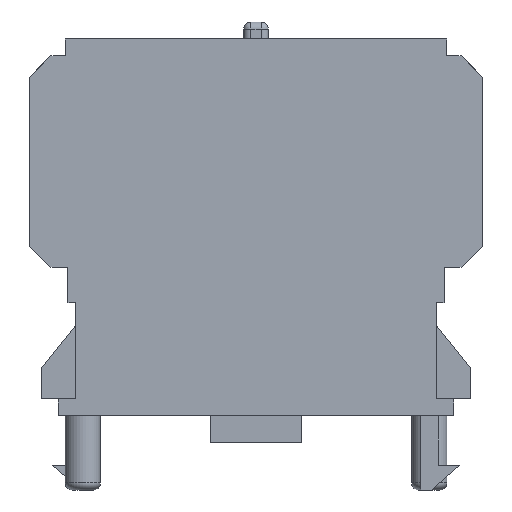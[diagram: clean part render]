
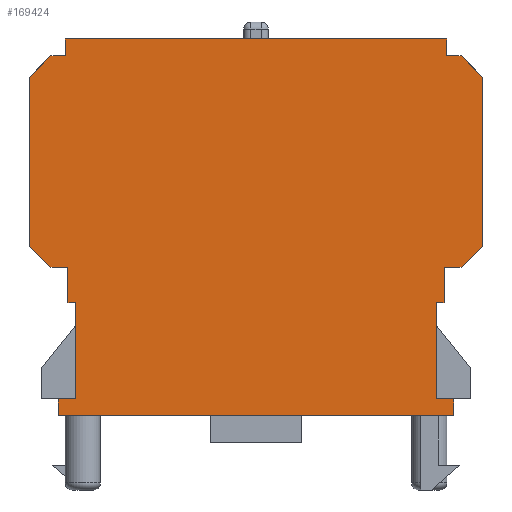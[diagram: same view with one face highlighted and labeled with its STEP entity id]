
A CAD part, left-side view. The second image highlights one B-rep face of the part: STEP entity #169424.
In plain terms, the highlighted planar face has unit normal (-1, 0, 0).
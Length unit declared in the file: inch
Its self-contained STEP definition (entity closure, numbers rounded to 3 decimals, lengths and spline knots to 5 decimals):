
#36095=CARTESIAN_POINT('',(-0.72343,-0.50197,-0.15945));
#36096=VERTEX_POINT('',#36095);
#36103=CARTESIAN_POINT('',(-0.72343,-0.55118,-0.15945));
#36104=VERTEX_POINT('',#36103);
#36105=CARTESIAN_POINT('',(-0.72343,-0.50197,-0.15945));
#36106=DIRECTION('',(0.0,-1.0,0.0));
#36107=VECTOR('',#36106,0.04921);
#36108=LINE('',#36105,#36107);
#36109=EDGE_CURVE('',#36096,#36104,#36108,.T.);
#36639=CARTESIAN_POINT('',(-0.72343,0.55118,-0.15945));
#36640=VERTEX_POINT('',#36639);
#36647=CARTESIAN_POINT('',(-0.72343,0.50197,-0.15945));
#36648=VERTEX_POINT('',#36647);
#36649=CARTESIAN_POINT('',(-0.72343,0.50197,-0.15945));
#36650=DIRECTION('',(0.0,1.0,0.0));
#36651=VECTOR('',#36650,0.04921);
#36652=LINE('',#36649,#36651);
#36653=EDGE_CURVE('',#36648,#36640,#36652,.T.);
#92344=CARTESIAN_POINT('',(-0.72343,-0.5315,0.84252));
#92345=VERTEX_POINT('',#92344);
#92346=CARTESIAN_POINT('',(-0.72343,0.5315,0.84252));
#92347=VERTEX_POINT('',#92346);
#92348=CARTESIAN_POINT('',(-0.72343,-0.5315,0.84252));
#92349=DIRECTION('',(0.0,1.0,0.0));
#92350=VECTOR('',#92349,1.06299);
#92351=LINE('',#92348,#92350);
#92352=EDGE_CURVE('',#92345,#92347,#92351,.T.);
#104922=CARTESIAN_POINT('',(-0.72343,0.5315,0.79528));
#104923=VERTEX_POINT('',#104922);
#104930=CARTESIAN_POINT('',(-0.72343,0.5315,0.84252));
#104931=DIRECTION('',(0.0,0.0,-1.0));
#104932=VECTOR('',#104931,0.04724);
#104933=LINE('',#104930,#104932);
#104934=EDGE_CURVE('',#92347,#104923,#104933,.T.);
#104945=CARTESIAN_POINT('',(-0.72343,-0.5315,0.79528));
#104946=VERTEX_POINT('',#104945);
#104947=CARTESIAN_POINT('',(-0.72343,-0.5315,0.84252));
#104948=DIRECTION('',(0.0,0.0,-1.0));
#104949=VECTOR('',#104948,0.04724);
#104950=LINE('',#104947,#104949);
#104951=EDGE_CURVE('',#92345,#104946,#104950,.T.);
#105097=CARTESIAN_POINT('',(-0.72343,-0.57087,0.79528));
#105098=VERTEX_POINT('',#105097);
#105099=CARTESIAN_POINT('',(-0.72343,-0.57087,0.79528));
#105100=DIRECTION('',(0.0,1.0,0.0));
#105101=VECTOR('',#105100,0.03937);
#105102=LINE('',#105099,#105101);
#105103=EDGE_CURVE('',#105098,#104946,#105102,.T.);
#105153=CARTESIAN_POINT('',(-0.72343,0.57087,0.79528));
#105154=VERTEX_POINT('',#105153);
#105161=CARTESIAN_POINT('',(-0.72343,0.5315,0.79528));
#105162=DIRECTION('',(0.0,1.0,0.0));
#105163=VECTOR('',#105162,0.03937);
#105164=LINE('',#105161,#105163);
#105165=EDGE_CURVE('',#104923,#105154,#105164,.T.);
#146564=CARTESIAN_POINT('',(-0.72343,0.52362,0.20669));
#146565=VERTEX_POINT('',#146564);
#146572=CARTESIAN_POINT('',(-0.72343,0.57087,0.20669));
#146573=VERTEX_POINT('',#146572);
#146574=CARTESIAN_POINT('',(-0.72343,0.57087,0.20669));
#146575=DIRECTION('',(0.0,-1.0,0.0));
#146576=VECTOR('',#146575,0.04724);
#146577=LINE('',#146574,#146576);
#146578=EDGE_CURVE('',#146573,#146565,#146577,.T.);
#146755=CARTESIAN_POINT('',(-0.72343,0.62992,0.73622));
#146756=VERTEX_POINT('',#146755);
#146757=CARTESIAN_POINT('',(-0.72343,0.62992,0.73622));
#146758=DIRECTION('',(0.0,-0.707,0.707));
#146759=VECTOR('',#146758,0.08352);
#146760=LINE('',#146757,#146759);
#146761=EDGE_CURVE('',#146756,#105154,#146760,.T.);
#146835=CARTESIAN_POINT('',(-0.72343,0.62992,0.26575));
#146836=VERTEX_POINT('',#146835);
#146843=CARTESIAN_POINT('',(-0.72343,0.62992,0.26575));
#146844=DIRECTION('',(0.0,0.0,1.0));
#146845=VECTOR('',#146844,0.47047);
#146846=LINE('',#146843,#146845);
#146847=EDGE_CURVE('',#146836,#146756,#146846,.T.);
#146857=CARTESIAN_POINT('',(-0.72343,0.57087,0.20669));
#146858=DIRECTION('',(0.0,0.707,0.707));
#146859=VECTOR('',#146858,0.08352);
#146860=LINE('',#146857,#146859);
#146861=EDGE_CURVE('',#146573,#146836,#146860,.T.);
#148298=CARTESIAN_POINT('',(-0.72343,-0.62992,0.73622));
#148299=VERTEX_POINT('',#148298);
#148300=CARTESIAN_POINT('',(-0.72343,-0.57087,0.79528));
#148301=DIRECTION('',(0.0,-0.707,-0.707));
#148302=VECTOR('',#148301,0.08352);
#148303=LINE('',#148300,#148302);
#148304=EDGE_CURVE('',#105098,#148299,#148303,.T.);
#148387=CARTESIAN_POINT('',(-0.72343,-0.62992,0.26575));
#148388=VERTEX_POINT('',#148387);
#148389=CARTESIAN_POINT('',(-0.72343,-0.62992,0.26575));
#148390=DIRECTION('',(0.0,0.0,1.0));
#148391=VECTOR('',#148390,0.47047);
#148392=LINE('',#148389,#148391);
#148393=EDGE_CURVE('',#148388,#148299,#148392,.T.);
#148419=CARTESIAN_POINT('',(-0.72343,-0.57087,0.20669));
#148420=VERTEX_POINT('',#148419);
#148421=CARTESIAN_POINT('',(-0.72343,-0.62992,0.26575));
#148422=DIRECTION('',(0.,0.707,-0.707));
#148423=VECTOR('',#148422,0.08352);
#148424=LINE('',#148421,#148423);
#148425=EDGE_CURVE('',#148388,#148420,#148424,.T.);
#148441=CARTESIAN_POINT('',(-0.72343,-0.52362,0.20669));
#148442=VERTEX_POINT('',#148441);
#148451=CARTESIAN_POINT('',(-0.72343,-0.52362,0.20669));
#148452=DIRECTION('',(0.0,-1.0,0.0));
#148453=VECTOR('',#148452,0.04724);
#148454=LINE('',#148451,#148453);
#148455=EDGE_CURVE('',#148442,#148420,#148454,.T.);
#161662=CARTESIAN_POINT('',(-0.72343,0.50197,0.10827));
#161663=VERTEX_POINT('',#161662);
#161670=CARTESIAN_POINT('',(-0.72343,0.52362,0.10827));
#161671=VERTEX_POINT('',#161670);
#161672=CARTESIAN_POINT('',(-0.72343,0.50197,0.10827));
#161673=DIRECTION('',(0.0,1.0,0.0));
#161674=VECTOR('',#161673,0.02165);
#161675=LINE('',#161672,#161674);
#161676=EDGE_CURVE('',#161663,#161671,#161675,.T.);
#161769=CARTESIAN_POINT('',(-0.72343,-0.55118,-0.20669));
#161770=VERTEX_POINT('',#161769);
#161777=CARTESIAN_POINT('',(-0.72343,0.55118,-0.20669));
#161778=VERTEX_POINT('',#161777);
#161779=CARTESIAN_POINT('',(-0.72343,0.55118,-0.20669));
#161780=DIRECTION('',(0.0,-1.0,0.0));
#161781=VECTOR('',#161780,1.10236);
#161782=LINE('',#161779,#161781);
#161783=EDGE_CURVE('',#161778,#161770,#161782,.T.);
#164672=CARTESIAN_POINT('',(-0.72343,0.52362,0.10827));
#164673=DIRECTION('',(0.0,0.0,1.0));
#164674=VECTOR('',#164673,0.09843);
#164675=LINE('',#164672,#164674);
#164676=EDGE_CURVE('',#161671,#146565,#164675,.T.);
#164837=CARTESIAN_POINT('',(-0.72343,0.55118,-0.20669));
#164838=DIRECTION('',(0.0,0.0,1.0));
#164839=VECTOR('',#164838,0.04724);
#164840=LINE('',#164837,#164839);
#164841=EDGE_CURVE('',#161778,#36640,#164840,.T.);
#165200=CARTESIAN_POINT('',(-0.72343,-0.52362,0.10827));
#165201=VERTEX_POINT('',#165200);
#165208=CARTESIAN_POINT('',(-0.72343,-0.50197,0.10827));
#165209=VERTEX_POINT('',#165208);
#165210=CARTESIAN_POINT('',(-0.72343,-0.50197,0.10827));
#165211=DIRECTION('',(0.0,-1.0,0.0));
#165212=VECTOR('',#165211,0.02165);
#165213=LINE('',#165210,#165212);
#165214=EDGE_CURVE('',#165209,#165201,#165213,.T.);
#166332=CARTESIAN_POINT('',(-0.72343,-0.55118,-0.20669));
#166333=DIRECTION('',(0.0,0.0,1.0));
#166334=VECTOR('',#166333,0.04724);
#166335=LINE('',#166332,#166334);
#166336=EDGE_CURVE('',#161770,#36104,#166335,.T.);
#166412=CARTESIAN_POINT('',(-0.72343,-0.50197,0.10827));
#166413=DIRECTION('',(0.0,0.0,-1.0));
#166414=VECTOR('',#166413,0.26772);
#166415=LINE('',#166412,#166414);
#166416=EDGE_CURVE('',#165209,#36096,#166415,.T.);
#167728=CARTESIAN_POINT('',(-0.72343,-0.52362,0.10827));
#167729=DIRECTION('',(0.0,0.0,1.0));
#167730=VECTOR('',#167729,0.09843);
#167731=LINE('',#167728,#167730);
#167732=EDGE_CURVE('',#165201,#148442,#167731,.T.);
#169388=CARTESIAN_POINT('',(-0.72343,-0.50197,0.0));
#169389=DIRECTION('',(-1.0,0.0,0.0));
#169390=DIRECTION('',(0.0,0.0,1.0));
#169391=AXIS2_PLACEMENT_3D('',#169388,#169389,#169390);
#169392=PLANE('',#169391);
#169393=ORIENTED_EDGE('',*,*,#164676,.F.);
#169394=ORIENTED_EDGE('',*,*,#161676,.F.);
#169395=CARTESIAN_POINT('',(-0.72343,0.50197,-0.15945));
#169396=DIRECTION('',(0.0,0.0,1.0));
#169397=VECTOR('',#169396,0.26772);
#169398=LINE('',#169395,#169397);
#169399=EDGE_CURVE('',#36648,#161663,#169398,.T.);
#169400=ORIENTED_EDGE('',*,*,#169399,.F.);
#169401=ORIENTED_EDGE('',*,*,#36653,.T.);
#169402=ORIENTED_EDGE('',*,*,#164841,.F.);
#169403=ORIENTED_EDGE('',*,*,#161783,.T.);
#169404=ORIENTED_EDGE('',*,*,#166336,.T.);
#169405=ORIENTED_EDGE('',*,*,#36109,.F.);
#169406=ORIENTED_EDGE('',*,*,#166416,.F.);
#169407=ORIENTED_EDGE('',*,*,#165214,.T.);
#169408=ORIENTED_EDGE('',*,*,#167732,.T.);
#169409=ORIENTED_EDGE('',*,*,#148455,.T.);
#169410=ORIENTED_EDGE('',*,*,#148425,.F.);
#169411=ORIENTED_EDGE('',*,*,#148393,.T.);
#169412=ORIENTED_EDGE('',*,*,#148304,.F.);
#169413=ORIENTED_EDGE('',*,*,#105103,.T.);
#169414=ORIENTED_EDGE('',*,*,#104951,.F.);
#169415=ORIENTED_EDGE('',*,*,#92352,.T.);
#169416=ORIENTED_EDGE('',*,*,#104934,.T.);
#169417=ORIENTED_EDGE('',*,*,#105165,.T.);
#169418=ORIENTED_EDGE('',*,*,#146761,.F.);
#169419=ORIENTED_EDGE('',*,*,#146847,.F.);
#169420=ORIENTED_EDGE('',*,*,#146861,.F.);
#169421=ORIENTED_EDGE('',*,*,#146578,.T.);
#169422=EDGE_LOOP('',(#169393,#169394,#169400,#169401,#169402,#169403,#169404,#169405,#169406,#169407,#169408,#169409,#169410,#169411,#169412,#169413,#169414,#169415,#169416,#169417,#169418,#169419,#169420,#169421));
#169423=FACE_OUTER_BOUND('',#169422,.T.);
#169424=ADVANCED_FACE('',(#169423),#169392,.T.);
